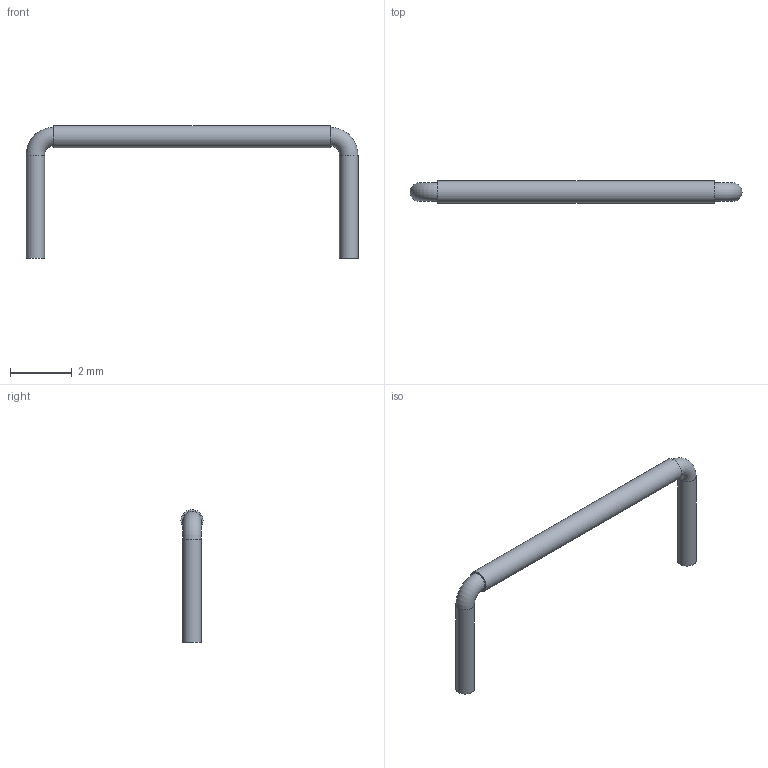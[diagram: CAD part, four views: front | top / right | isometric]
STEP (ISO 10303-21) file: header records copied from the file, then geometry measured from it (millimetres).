
FILE_DESCRIPTION(('FreeCAD Model'),'2;1');
FILE_NAME('Open CASCADE Shape Model','2023-02-20T04:21:35',( 'kicad StepUp'),('ksu MCAD'),'Open CASCADE STEP processor 7.6', 'FreeCAD','Unknown');
FILE_SCHEMA(('AUTOMOTIVE_DESIGN { 1 0 10303 214 1 1 1 1 }'));
Length unit declared in the file: millimetre
Products named in the file (3): Wirebridge_10.16xD0.6mm; Wire017; Isolation017
Assembly tree (2 placements, depth 2):
  Wirebridge_10.16xD0.6mm
    Wire017
    Isolation017
Bounding box: 10.76 x 0.72 x 4.31 mm (x, y, z)
Volume: 8.6 mm3; surface area: 54.7 mm2
Topology: 2 solids, 2 shells, 10 faces, 14 edges, 8 vertices
Faces by surface type: plane 4, cylinder 4, torus 2
Full cylindrical faces by diameter (mm): 0.6 x3, 0.72 x1
Entity records: 283 total; most frequent: DIRECTION 50, CARTESIAN_POINT 35, ORIENTED_EDGE 28, AXIS2_PLACEMENT_3D 23, EDGE_CURVE 14, ADVANCED_FACE 10, FACE_BOUND 10, EDGE_LOOP 10
